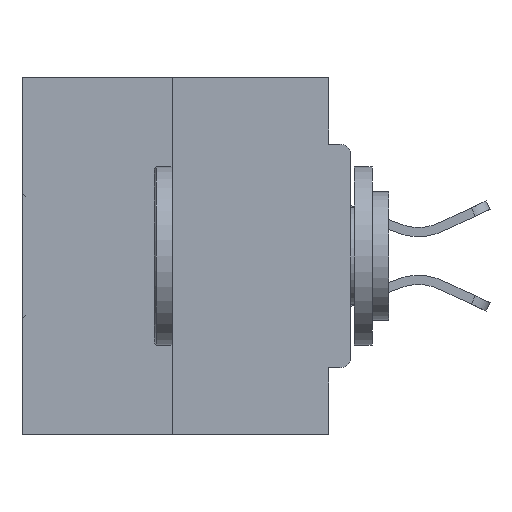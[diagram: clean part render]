
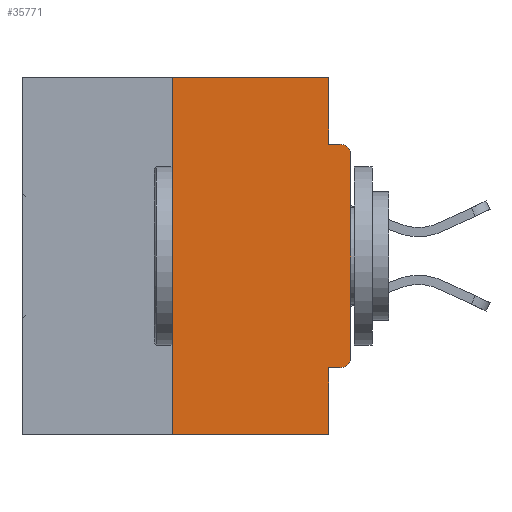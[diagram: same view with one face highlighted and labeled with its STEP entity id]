
A CAD part, left-side view. The second image highlights one B-rep face of the part: STEP entity #35771.
In plain terms, the highlighted planar face has unit normal (-1, 0, 0).
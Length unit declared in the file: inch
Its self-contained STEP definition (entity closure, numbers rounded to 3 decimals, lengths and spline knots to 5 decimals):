
#272 = VERTEX_POINT ( 'NONE', #7715 ) ;
#376 = ORIENTED_EDGE ( 'NONE', *, *, #11030, .T. ) ;
#500 = CARTESIAN_POINT ( 'NONE',  ( 0., 0.015, -0.0935 ) ) ;
#1383 = DIRECTION ( 'NONE',  ( 0., 0., 1. ) ) ;
#3452 = VECTOR ( 'NONE', #22341, 39.37008 ) ;
#3757 = DIRECTION ( 'NONE',  ( 0., 0., 1. ) ) ;
#4823 = CIRCLE ( 'NONE', #27585, 0.015 ) ;
#5073 = DIRECTION ( 'NONE',  ( 0., -1., 0. ) ) ;
#5589 = LINE ( 'NONE', #8415, #40613 ) ;
#5625 = LINE ( 'NONE', #42247, #31678 ) ;
#5677 = ORIENTED_EDGE ( 'NONE', *, *, #25185, .F. ) ;
#6288 = PLANE ( 'NONE',  #22810 ) ;
#7007 = VECTOR ( 'NONE', #1383, 39.37008 ) ;
#7049 = CARTESIAN_POINT ( 'NONE',  ( 0., 0., -0.3915 ) ) ;
#7425 = VERTEX_POINT ( 'NONE', #13608 ) ;
#7715 = CARTESIAN_POINT ( 'NONE',  ( 0., 0.031, -0.4065 ) ) ;
#7921 = VECTOR ( 'NONE', #3757, 39.37008 ) ;
#8415 = CARTESIAN_POINT ( 'NONE',  ( 0., 0.46, 0. ) ) ;
#8515 = EDGE_CURVE ( 'NONE', #21986, #14635, #34175, .T. ) ;
#9259 = EDGE_CURVE ( 'NONE', #7425, #15615, #40957, .T. ) ;
#11030 = EDGE_CURVE ( 'NONE', #7425, #21037, #5625, .T. ) ;
#11418 = LINE ( 'NONE', #21933, #3452 ) ;
#11661 = ORIENTED_EDGE ( 'NONE', *, *, #8515, .T. ) ;
#13608 = CARTESIAN_POINT ( 'NONE',  ( 0., 0.25, -0.5 ) ) ;
#13812 = CARTESIAN_POINT ( 'NONE',  ( 0., 0.25, 0. ) ) ;
#14586 = AXIS2_PLACEMENT_3D ( 'NONE', #30061, #19834, #33357 ) ;
#14635 = VERTEX_POINT ( 'NONE', #500 ) ;
#14703 = ORIENTED_EDGE ( 'NONE', *, *, #27979, .F. ) ;
#15268 = EDGE_CURVE ( 'NONE', #30575, #21986, #39215, .T. ) ;
#15295 = DIRECTION ( 'NONE',  ( 0., 0., -1. ) ) ;
#15560 = DIRECTION ( 'NONE',  ( 0., 0., -1. ) ) ;
#15615 = VERTEX_POINT ( 'NONE', #27011 ) ;
#16625 = VERTEX_POINT ( 'NONE', #35635 ) ;
#16791 = DIRECTION ( 'NONE',  ( 0., 1., 0. ) ) ;
#16929 = CARTESIAN_POINT ( 'NONE',  ( 0., 0., -0.4065 ) ) ;
#18435 = CARTESIAN_POINT ( 'NONE',  ( 0., 0.015, -0.3915 ) ) ;
#18873 = ORIENTED_EDGE ( 'NONE', *, *, #15268, .T. ) ;
#19834 = DIRECTION ( 'NONE',  ( -1., 0., 0. ) ) ;
#20201 = ORIENTED_EDGE ( 'NONE', *, *, #25529, .F. ) ;
#20377 = DIRECTION ( 'NONE',  ( 1., 0., 0. ) ) ;
#21037 = VERTEX_POINT ( 'NONE', #35750 ) ;
#21933 = CARTESIAN_POINT ( 'NONE',  ( 0., 0.031, -0.5 ) ) ;
#21986 = VERTEX_POINT ( 'NONE', #22276 ) ;
#22234 = CARTESIAN_POINT ( 'NONE',  ( 0., 0.031, 0. ) ) ;
#22276 = CARTESIAN_POINT ( 'NONE',  ( 0., 0., -0.1085 ) ) ;
#22341 = DIRECTION ( 'NONE',  ( 0., 0., -1. ) ) ;
#22810 = AXIS2_PLACEMENT_3D ( 'NONE', #36828, #20377, #23740 ) ;
#22960 = ORIENTED_EDGE ( 'NONE', *, *, #32262, .T. ) ;
#23314 = VECTOR ( 'NONE', #16791, 39.37008 ) ;
#23740 = DIRECTION ( 'NONE',  ( 0., 0., -1. ) ) ;
#24037 = CARTESIAN_POINT ( 'NONE',  ( 0., 0., 0. ) ) ;
#24326 = VERTEX_POINT ( 'NONE', #24850 ) ;
#24850 = CARTESIAN_POINT ( 'NONE',  ( 0., 0.031, 0. ) ) ;
#25185 = EDGE_CURVE ( 'NONE', #33214, #272, #32422, .T. ) ;
#25513 = CARTESIAN_POINT ( 'NONE',  ( 0., 0., -0.0935 ) ) ;
#25529 = EDGE_CURVE ( 'NONE', #24326, #16625, #34506, .T. ) ;
#27011 = CARTESIAN_POINT ( 'NONE',  ( 0., 0.25, 0. ) ) ;
#27585 = AXIS2_PLACEMENT_3D ( 'NONE', #18435, #32237, #15295 ) ;
#27979 = EDGE_CURVE ( 'NONE', #15615, #24326, #5589, .T. ) ;
#28722 = DIRECTION ( 'NONE',  ( 0., -1., 0. ) ) ;
#30061 = CARTESIAN_POINT ( 'NONE',  ( 0., 0.015, -0.1085 ) ) ;
#30575 = VERTEX_POINT ( 'NONE', #7049 ) ;
#31159 = ORIENTED_EDGE ( 'NONE', *, *, #39238, .F. ) ;
#31678 = VECTOR ( 'NONE', #28722, 39.37008 ) ;
#32168 = DIRECTION ( 'NONE',  ( 0., -1., 0. ) ) ;
#32237 = DIRECTION ( 'NONE',  ( -1., 0., 0. ) ) ;
#32262 = EDGE_CURVE ( 'NONE', #33214, #30575, #4823, .T. ) ;
#32422 = LINE ( 'NONE', #16929, #23314 ) ;
#33214 = VERTEX_POINT ( 'NONE', #35459 ) ;
#33357 = DIRECTION ( 'NONE',  ( 0., 0., -1. ) ) ;
#34058 = VECTOR ( 'NONE', #5073, 39.37008 ) ;
#34175 = CIRCLE ( 'NONE', #14586, 0.015 ) ;
#34506 = LINE ( 'NONE', #22234, #42988 ) ;
#35459 = CARTESIAN_POINT ( 'NONE',  ( 0., 0.015, -0.4065 ) ) ;
#35635 = CARTESIAN_POINT ( 'NONE',  ( 0., 0.031, -0.0935 ) ) ;
#35750 = CARTESIAN_POINT ( 'NONE',  ( 0., 0.031, -0.5 ) ) ;
#35771 = ADVANCED_FACE ( 'NONE', ( #37208 ), #6288, .F. ) ;
#36223 = EDGE_CURVE ( 'NONE', #16625, #14635, #39301, .T. ) ;
#36828 = CARTESIAN_POINT ( 'NONE',  ( 0., 0.46, 0. ) ) ;
#37208 = FACE_OUTER_BOUND ( 'NONE', #43479, .T. ) ;
#37437 = ORIENTED_EDGE ( 'NONE', *, *, #9259, .F. ) ;
#39215 = LINE ( 'NONE', #24037, #7921 ) ;
#39238 = EDGE_CURVE ( 'NONE', #272, #21037, #11418, .T. ) ;
#39301 = LINE ( 'NONE', #25513, #34058 ) ;
#40613 = VECTOR ( 'NONE', #32168, 39.37008 ) ;
#40957 = LINE ( 'NONE', #13812, #7007 ) ;
#42247 = CARTESIAN_POINT ( 'NONE',  ( 0., 0.46, -0.5 ) ) ;
#42681 = ORIENTED_EDGE ( 'NONE', *, *, #36223, .F. ) ;
#42988 = VECTOR ( 'NONE', #15560, 39.37008 ) ;
#43479 = EDGE_LOOP ( 'NONE', ( #14703, #37437, #376, #31159, #5677, #22960, #18873, #11661, #42681, #20201 ) ) ;
